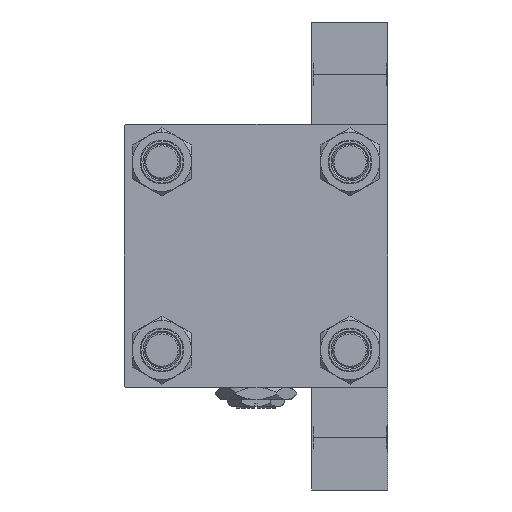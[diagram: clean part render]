
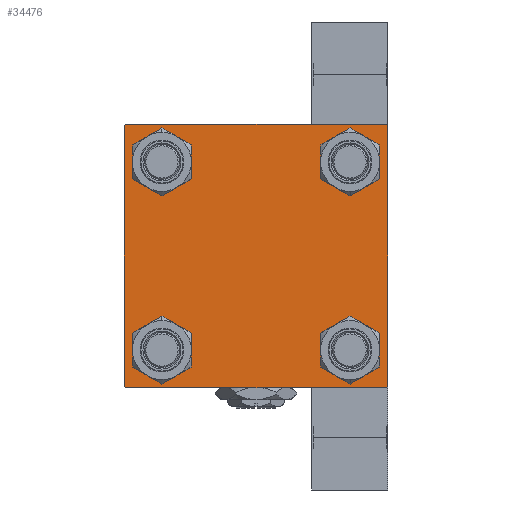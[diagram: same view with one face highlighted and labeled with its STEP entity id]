
A CAD part, left-side view. The second image highlights one B-rep face of the part: STEP entity #34476.
In plain terms, the highlighted planar face has unit normal (-1, 0, 0).
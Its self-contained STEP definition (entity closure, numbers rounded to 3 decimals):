
#607 = AXIS2_PLACEMENT_3D ( 'NONE', #32337, #10529, #30164 ) ;
#833 = EDGE_CURVE ( 'NONE', #3295, #28750, #45302, .T. ) ;
#1058 = CARTESIAN_POINT ( 'NONE',  ( 0., 32.15, 38.65 ) ) ;
#1380 = VERTEX_POINT ( 'NONE', #27888 ) ;
#2214 = CIRCLE ( 'NONE', #607, 6.5 ) ;
#2437 = ORIENTED_EDGE ( 'NONE', *, *, #26702, .F. ) ;
#2910 = CARTESIAN_POINT ( 'NONE',  ( 0., 44.75, 44.75 ) ) ;
#3295 = VERTEX_POINT ( 'NONE', #8372 ) ;
#3865 = VERTEX_POINT ( 'NONE', #29705 ) ;
#4051 = FACE_BOUND ( 'NONE', #32032, .T. ) ;
#5362 = VERTEX_POINT ( 'NONE', #10022 ) ;
#5444 = DIRECTION ( 'NONE',  ( 1., 0., 0. ) ) ;
#5798 = CARTESIAN_POINT ( 'NONE',  ( 0., -32.15, 25.65 ) ) ;
#5937 = AXIS2_PLACEMENT_3D ( 'NONE', #10821, #18246, #49609 ) ;
#6013 = DIRECTION ( 'NONE',  ( 0., -1., 0. ) ) ;
#6035 = DIRECTION ( 'NONE',  ( 0., -0.707, 0.707 ) ) ;
#6065 = ORIENTED_EDGE ( 'NONE', *, *, #7804, .T. ) ;
#7804 = EDGE_CURVE ( 'NONE', #39307, #5362, #15898, .T. ) ;
#7900 = FACE_BOUND ( 'NONE', #43772, .T. ) ;
#8089 = CARTESIAN_POINT ( 'NONE',  ( 0., 32.15, -38.65 ) ) ;
#8372 = CARTESIAN_POINT ( 'NONE',  ( 0., -44.5, -45. ) ) ;
#8744 = CARTESIAN_POINT ( 'NONE',  ( 0., -44.75, 44.75 ) ) ;
#8797 = AXIS2_PLACEMENT_3D ( 'NONE', #28571, #13533, #47970 ) ;
#9173 = LINE ( 'NONE', #20650, #19010 ) ;
#10022 = CARTESIAN_POINT ( 'NONE',  ( 0., -44.5, 45. ) ) ;
#10274 = VECTOR ( 'NONE', #47068, 1000. ) ;
#10529 = DIRECTION ( 'NONE',  ( 1., 0., 0. ) ) ;
#10569 = VERTEX_POINT ( 'NONE', #25085 ) ;
#10821 = CARTESIAN_POINT ( 'NONE',  ( 0., 32.15, -32.15 ) ) ;
#11093 = VERTEX_POINT ( 'NONE', #5798 ) ;
#11122 = VERTEX_POINT ( 'NONE', #13977 ) ;
#11220 = EDGE_LOOP ( 'NONE', ( #16757, #26399 ) ) ;
#11735 = VECTOR ( 'NONE', #6013, 1000. ) ;
#12460 = ORIENTED_EDGE ( 'NONE', *, *, #45743, .T. ) ;
#13411 = CIRCLE ( 'NONE', #41860, 6.5 ) ;
#13533 = DIRECTION ( 'NONE',  ( -1., 0., 0. ) ) ;
#13977 = CARTESIAN_POINT ( 'NONE',  ( 0., 32.15, 25.65 ) ) ;
#14440 = CARTESIAN_POINT ( 'NONE',  ( 0., 45., 45. ) ) ;
#14643 = CARTESIAN_POINT ( 'NONE',  ( 0., -32.15, -25.65 ) ) ;
#14809 = DIRECTION ( 'NONE',  ( 1., 0., 0. ) ) ;
#15826 = FACE_BOUND ( 'NONE', #25191, .T. ) ;
#15898 = LINE ( 'NONE', #8744, #20521 ) ;
#16483 = ORIENTED_EDGE ( 'NONE', *, *, #27658, .T. ) ;
#16757 = ORIENTED_EDGE ( 'NONE', *, *, #49794, .T. ) ;
#16864 = FACE_OUTER_BOUND ( 'NONE', #22040, .T. ) ;
#17996 = DIRECTION ( 'NONE',  ( 0., 0.707, -0.707 ) ) ;
#18246 = DIRECTION ( 'NONE',  ( 1., 0., 0. ) ) ;
#18335 = ORIENTED_EDGE ( 'NONE', *, *, #833, .T. ) ;
#19010 = VECTOR ( 'NONE', #48205, 1000. ) ;
#19387 = CARTESIAN_POINT ( 'NONE',  ( 0., 32.15, 32.15 ) ) ;
#19816 = ORIENTED_EDGE ( 'NONE', *, *, #22427, .F. ) ;
#20049 = EDGE_CURVE ( 'NONE', #49098, #49963, #49122, .T. ) ;
#20070 = EDGE_CURVE ( 'NONE', #34751, #10569, #21438, .T. ) ;
#20521 = VECTOR ( 'NONE', #27606, 1000. ) ;
#20650 = CARTESIAN_POINT ( 'NONE',  ( 0., 44.75, -44.75 ) ) ;
#21023 = DIRECTION ( 'NONE',  ( 0., 0., 1. ) ) ;
#21166 = CARTESIAN_POINT ( 'NONE',  ( 0., -45., 44.5 ) ) ;
#21341 = EDGE_CURVE ( 'NONE', #3865, #43910, #9173, .T. ) ;
#21371 = CIRCLE ( 'NONE', #39264, 6.5 ) ;
#21438 = CIRCLE ( 'NONE', #5937, 6.5 ) ;
#22040 = EDGE_LOOP ( 'NONE', ( #12460, #40195, #41654, #18335, #2437, #6065, #19816, #35613 ) ) ;
#22260 = VECTOR ( 'NONE', #44699, 1000. ) ;
#22427 = EDGE_CURVE ( 'NONE', #49098, #5362, #48402, .T. ) ;
#22880 = EDGE_CURVE ( 'NONE', #11122, #30244, #13411, .T. ) ;
#24015 = DIRECTION ( 'NONE',  ( 0., 0., -1. ) ) ;
#24278 = CARTESIAN_POINT ( 'NONE',  ( 0., -32.15, -32.15 ) ) ;
#24759 = VERTEX_POINT ( 'NONE', #14643 ) ;
#25085 = CARTESIAN_POINT ( 'NONE',  ( 0., 32.15, -25.65 ) ) ;
#25097 = CARTESIAN_POINT ( 'NONE',  ( 0., 45., 44.5 ) ) ;
#25191 = EDGE_LOOP ( 'NONE', ( #48352, #29071 ) ) ;
#25840 = DIRECTION ( 'NONE',  ( 1., 0., 0. ) ) ;
#26399 = ORIENTED_EDGE ( 'NONE', *, *, #40589, .T. ) ;
#26702 = EDGE_CURVE ( 'NONE', #39307, #28750, #35492, .T. ) ;
#27606 = DIRECTION ( 'NONE',  ( 0., 0.707, 0.707 ) ) ;
#27658 = EDGE_CURVE ( 'NONE', #1380, #24759, #46834, .T. ) ;
#27831 = CARTESIAN_POINT ( 'NONE',  ( 0., -45., 45. ) ) ;
#27888 = CARTESIAN_POINT ( 'NONE',  ( 0., -32.15, -38.65 ) ) ;
#28245 = EDGE_CURVE ( 'NONE', #24759, #1380, #41149, .T. ) ;
#28362 = DIRECTION ( 'NONE',  ( 0., 0., 1. ) ) ;
#28571 = CARTESIAN_POINT ( 'NONE',  ( 0., 0., 0. ) ) ;
#28681 = VECTOR ( 'NONE', #6035, 1000. ) ;
#28750 = VERTEX_POINT ( 'NONE', #47441 ) ;
#29071 = ORIENTED_EDGE ( 'NONE', *, *, #22880, .T. ) ;
#29157 = CARTESIAN_POINT ( 'NONE',  ( 0., 45., 45. ) ) ;
#29705 = CARTESIAN_POINT ( 'NONE',  ( 0., 45., -44.5 ) ) ;
#29914 = DIRECTION ( 'NONE',  ( 0., 0., 1. ) ) ;
#30164 = DIRECTION ( 'NONE',  ( 0., 0., 1. ) ) ;
#30244 = VERTEX_POINT ( 'NONE', #1058 ) ;
#30786 = EDGE_CURVE ( 'NONE', #43910, #3295, #38130, .T. ) ;
#31876 = CARTESIAN_POINT ( 'NONE',  ( 0., -32.15, 38.65 ) ) ;
#32032 = EDGE_LOOP ( 'NONE', ( #41410, #50355 ) ) ;
#32140 = DIRECTION ( 'NONE',  ( 0., 0., 1. ) ) ;
#32184 = DIRECTION ( 'NONE',  ( 1., 0., 0. ) ) ;
#32337 = CARTESIAN_POINT ( 'NONE',  ( 0., 32.15, -32.15 ) ) ;
#33024 = AXIS2_PLACEMENT_3D ( 'NONE', #33786, #46000, #34265 ) ;
#33686 = CARTESIAN_POINT ( 'NONE',  ( 0., 32.15, 32.15 ) ) ;
#33786 = CARTESIAN_POINT ( 'NONE',  ( 0., -32.15, 32.15 ) ) ;
#33935 = DIRECTION ( 'NONE',  ( 0., 0., 1. ) ) ;
#34011 = EDGE_CURVE ( 'NONE', #10569, #34751, #2214, .T. ) ;
#34249 = AXIS2_PLACEMENT_3D ( 'NONE', #44713, #5444, #21023 ) ;
#34265 = DIRECTION ( 'NONE',  ( 0., 0., 1. ) ) ;
#34384 = VERTEX_POINT ( 'NONE', #31876 ) ;
#34476 = ADVANCED_FACE ( 'NONE', ( #46669, #7900, #4051, #15826, #16864 ), #44621, .T. ) ;
#34522 = ORIENTED_EDGE ( 'NONE', *, *, #28245, .T. ) ;
#34627 = CIRCLE ( 'NONE', #33024, 6.5 ) ;
#34751 = VERTEX_POINT ( 'NONE', #8089 ) ;
#35059 = CARTESIAN_POINT ( 'NONE',  ( 0., 45., -45. ) ) ;
#35492 = LINE ( 'NONE', #27831, #37171 ) ;
#35613 = ORIENTED_EDGE ( 'NONE', *, *, #20049, .T. ) ;
#36118 = VECTOR ( 'NONE', #17996, 1000. ) ;
#36265 = CARTESIAN_POINT ( 'NONE',  ( 0., 44.5, 45. ) ) ;
#36745 = CIRCLE ( 'NONE', #34249, 6.5 ) ;
#36817 = LINE ( 'NONE', #29157, #22260 ) ;
#37094 = AXIS2_PLACEMENT_3D ( 'NONE', #45452, #25840, #29914 ) ;
#37171 = VECTOR ( 'NONE', #24015, 1000. ) ;
#38130 = LINE ( 'NONE', #35059, #10274 ) ;
#39264 = AXIS2_PLACEMENT_3D ( 'NONE', #19387, #14809, #32140 ) ;
#39307 = VERTEX_POINT ( 'NONE', #21166 ) ;
#40195 = ORIENTED_EDGE ( 'NONE', *, *, #21341, .T. ) ;
#40589 = EDGE_CURVE ( 'NONE', #11093, #34384, #36745, .T. ) ;
#40986 = CARTESIAN_POINT ( 'NONE',  ( 0., -44.75, -44.75 ) ) ;
#41149 = CIRCLE ( 'NONE', #37094, 6.5 ) ;
#41410 = ORIENTED_EDGE ( 'NONE', *, *, #34011, .T. ) ;
#41579 = DIRECTION ( 'NONE',  ( 1., 0., 0. ) ) ;
#41654 = ORIENTED_EDGE ( 'NONE', *, *, #30786, .T. ) ;
#41860 = AXIS2_PLACEMENT_3D ( 'NONE', #33686, #41579, #33935 ) ;
#42798 = EDGE_CURVE ( 'NONE', #30244, #11122, #21371, .T. ) ;
#43772 = EDGE_LOOP ( 'NONE', ( #34522, #16483 ) ) ;
#43910 = VERTEX_POINT ( 'NONE', #50205 ) ;
#44621 = PLANE ( 'NONE',  #8797 ) ;
#44699 = DIRECTION ( 'NONE',  ( 0., 0., -1. ) ) ;
#44713 = CARTESIAN_POINT ( 'NONE',  ( 0., -32.15, 32.15 ) ) ;
#45302 = LINE ( 'NONE', #40986, #28681 ) ;
#45452 = CARTESIAN_POINT ( 'NONE',  ( 0., -32.15, -32.15 ) ) ;
#45743 = EDGE_CURVE ( 'NONE', #49963, #3865, #36817, .T. ) ;
#46000 = DIRECTION ( 'NONE',  ( 1., 0., 0. ) ) ;
#46669 = FACE_BOUND ( 'NONE', #11220, .T. ) ;
#46834 = CIRCLE ( 'NONE', #47784, 6.5 ) ;
#47068 = DIRECTION ( 'NONE',  ( 0., -1., 0. ) ) ;
#47441 = CARTESIAN_POINT ( 'NONE',  ( 0., -45., -44.5 ) ) ;
#47784 = AXIS2_PLACEMENT_3D ( 'NONE', #24278, #32184, #28362 ) ;
#47970 = DIRECTION ( 'NONE',  ( 0., 0., 1. ) ) ;
#48205 = DIRECTION ( 'NONE',  ( 0., -0.707, -0.707 ) ) ;
#48352 = ORIENTED_EDGE ( 'NONE', *, *, #42798, .T. ) ;
#48402 = LINE ( 'NONE', #14440, #11735 ) ;
#49098 = VERTEX_POINT ( 'NONE', #36265 ) ;
#49122 = LINE ( 'NONE', #2910, #36118 ) ;
#49609 = DIRECTION ( 'NONE',  ( 0., 0., 1. ) ) ;
#49794 = EDGE_CURVE ( 'NONE', #34384, #11093, #34627, .T. ) ;
#49963 = VERTEX_POINT ( 'NONE', #25097 ) ;
#50205 = CARTESIAN_POINT ( 'NONE',  ( 0., 44.5, -45. ) ) ;
#50355 = ORIENTED_EDGE ( 'NONE', *, *, #20070, .T. ) ;
